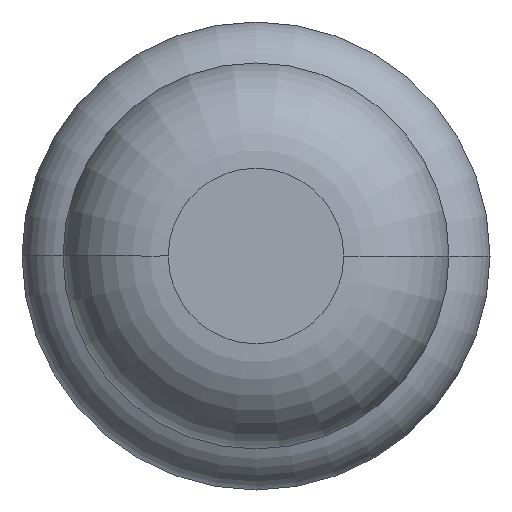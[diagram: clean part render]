
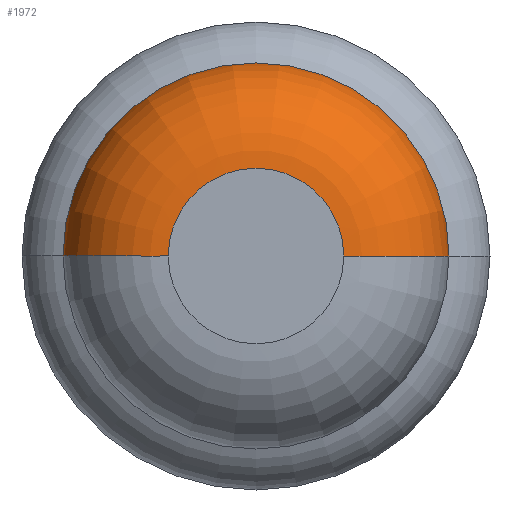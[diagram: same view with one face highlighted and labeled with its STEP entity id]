
A CAD part, front view. The second image highlights one B-rep face of the part: STEP entity #1972.
In plain terms, the highlighted toroidal (fillet/blend) face has major radius 0.375 mm and minor radius 0.45 mm.
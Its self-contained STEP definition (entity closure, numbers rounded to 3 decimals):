
#46 = VERTEX_POINT ( 'NONE', #461 ) ;
#82 = CARTESIAN_POINT ( 'NONE',  ( -0.825, -31.55, 0. ) ) ;
#97 = EDGE_CURVE ( 'Defeature ausgef�hrt1_22+Defeature ausgef�hrt1_23+Defeature ausgef�hrt1_23+Defeature ausgef�hrt1_23', #46, #996, #2327, .T. ) ;
#115 = CIRCLE ( 'NONE', #2578, 0.45 ) ;
#245 = VERTEX_POINT ( 'NONE', #893 ) ;
#309 = CIRCLE ( 'NONE', #1597, 0.45 ) ;
#325 = CARTESIAN_POINT ( 'NONE',  ( -0.375, -31.55, 0. ) ) ;
#357 = AXIS2_PLACEMENT_3D ( 'NONE', #493, #1383, #1727 ) ;
#459 = CIRCLE ( 'NONE', #357, 0.825 ) ;
#461 = CARTESIAN_POINT ( 'NONE',  ( 0.375, -32., 0. ) ) ;
#493 = CARTESIAN_POINT ( 'NONE',  ( 0., -31.55, 0. ) ) ;
#640 = DIRECTION ( 'NONE',  ( 1., 0., 0. ) ) ;
#643 = FACE_OUTER_BOUND ( 'NONE', #2573, .T. ) ;
#797 = DIRECTION ( 'NONE',  ( -1., 0., 0. ) ) ;
#809 = CARTESIAN_POINT ( 'NONE',  ( 0.375, -31.55, 0. ) ) ;
#851 = VERTEX_POINT ( 'NONE', #82 ) ;
#893 = CARTESIAN_POINT ( 'NONE',  ( 0.825, -31.55, 0. ) ) ;
#996 = VERTEX_POINT ( 'NONE', #3650 ) ;
#1079 = ORIENTED_EDGE ( 'NONE', *, *, #3461, .T. ) ;
#1132 = EDGE_CURVE ( 'NONE', #851, #996, #309, .T. ) ;
#1383 = DIRECTION ( 'NONE',  ( 0., -1., 0. ) ) ;
#1414 = CARTESIAN_POINT ( 'NONE',  ( 0., -31.55, 0. ) ) ;
#1426 = DIRECTION ( 'NONE',  ( 1., 0., 0. ) ) ;
#1467 = CARTESIAN_POINT ( 'NONE',  ( 0., -32., 0. ) ) ;
#1528 = ORIENTED_EDGE ( 'NONE', *, *, #1132, .T. ) ;
#1596 = TOROIDAL_SURFACE ( 'NONE', #2970, 0.375, 0.45 ) ;
#1597 = AXIS2_PLACEMENT_3D ( 'NONE', #325, #2791, #640 ) ;
#1668 = AXIS2_PLACEMENT_3D ( 'NONE', #1467, #2382, #2436 ) ;
#1727 = DIRECTION ( 'NONE',  ( 1., 0., 0. ) ) ;
#1757 = DIRECTION ( 'NONE',  ( 0., -1., 0. ) ) ;
#1972 = ADVANCED_FACE ( 'Defeature ausgef�hrt1_23', ( #643 ), #1596, .T. ) ;
#2327 = CIRCLE ( 'NONE', #1668, 0.375 ) ;
#2382 = DIRECTION ( 'NONE',  ( 0., -1., 0. ) ) ;
#2436 = DIRECTION ( 'NONE',  ( 1., 0., 0. ) ) ;
#2548 = EDGE_CURVE ( 'NONE', #245, #46, #115, .T. ) ;
#2573 = EDGE_LOOP ( 'NONE', ( #1079, #1528, #3774, #3280 ) ) ;
#2578 = AXIS2_PLACEMENT_3D ( 'NONE', #809, #2953, #797 ) ;
#2791 = DIRECTION ( 'NONE',  ( 0., 0., 1. ) ) ;
#2953 = DIRECTION ( 'NONE',  ( 0., 0., -1. ) ) ;
#2970 = AXIS2_PLACEMENT_3D ( 'NONE', #1414, #1757, #1426 ) ;
#3280 = ORIENTED_EDGE ( 'NONE', *, *, #2548, .F. ) ;
#3461 = EDGE_CURVE ( 'Defeature ausgef�hrt1_23+Defeature ausgef�hrt1_24+Defeature ausgef�hrt1_24+Defeature ausgef�hrt1_24', #245, #851, #459, .T. ) ;
#3650 = CARTESIAN_POINT ( 'NONE',  ( -0.375, -32., 0. ) ) ;
#3774 = ORIENTED_EDGE ( 'NONE', *, *, #97, .F. ) ;
